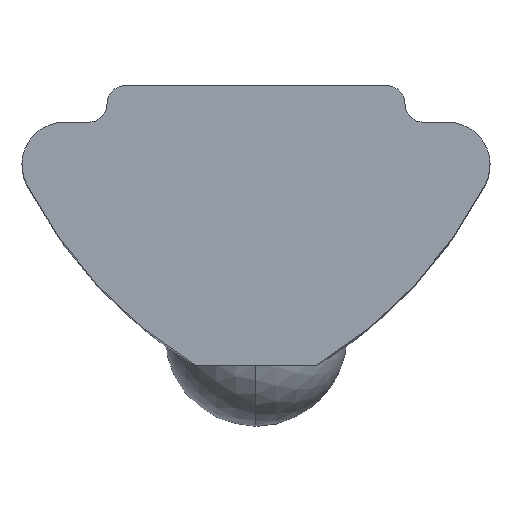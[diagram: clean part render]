
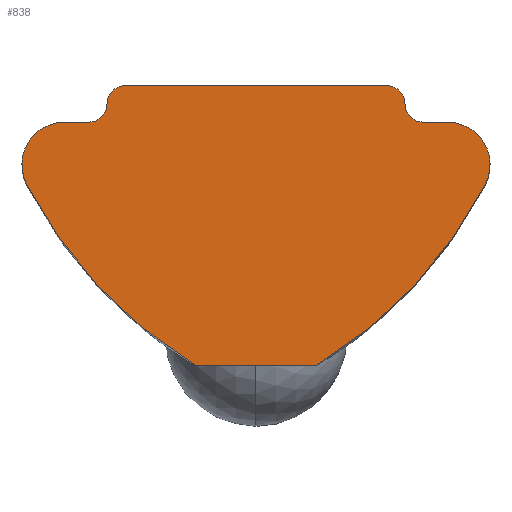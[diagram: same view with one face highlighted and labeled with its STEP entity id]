
A CAD part, top view. The second image highlights one B-rep face of the part: STEP entity #838.
In plain terms, the highlighted planar face has unit normal (0, 0, 1).
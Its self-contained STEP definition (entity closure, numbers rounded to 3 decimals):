
#8 = EDGE_CURVE ( 'NONE', #840, #798, #599, .T. ) ;
#19 = ORIENTED_EDGE ( 'NONE', *, *, #437, .F. ) ;
#21 = DIRECTION ( 'NONE',  ( 0., 0., -1. ) ) ;
#25 = DIRECTION ( 'NONE',  ( 0., 1., 0. ) ) ;
#26 = EDGE_LOOP ( 'NONE', ( #130, #315, #19, #364, #58, #860, #606, #590, #234, #201, #678, #242 ) ) ;
#39 = CARTESIAN_POINT ( 'NONE',  ( -2.15, 0.3, 6. ) ) ;
#49 = VERTEX_POINT ( 'NONE', #268 ) ;
#52 = DIRECTION ( 'NONE',  ( 0., 0., -1. ) ) ;
#56 = VECTOR ( 'NONE', #384, 1000. ) ;
#58 = ORIENTED_EDGE ( 'NONE', *, *, #691, .T. ) ;
#95 = CARTESIAN_POINT ( 'NONE',  ( -2.75, 0.3, 6. ) ) ;
#104 = DIRECTION ( 'NONE',  ( 0., -1., 0. ) ) ;
#107 = EDGE_CURVE ( 'NONE', #581, #688, #499, .T. ) ;
#108 = CIRCLE ( 'NONE', #562, 7.5 ) ;
#113 = CARTESIAN_POINT ( 'NONE',  ( -3.15, 0., 6. ) ) ;
#118 = AXIS2_PLACEMENT_3D ( 'NONE', #473, #52, #482 ) ;
#130 = ORIENTED_EDGE ( 'NONE', *, *, #8, .F. ) ;
#168 = CARTESIAN_POINT ( 'NONE',  ( -2.45, 0., 6. ) ) ;
#175 = DIRECTION ( 'NONE',  ( -1., 0., 0. ) ) ;
#181 = AXIS2_PLACEMENT_3D ( 'NONE', #546, #478, #829 ) ;
#184 = VERTEX_POINT ( 'NONE', #237 ) ;
#201 = ORIENTED_EDGE ( 'NONE', *, *, #324, .F. ) ;
#213 = CIRCLE ( 'NONE', #719, 7.5 ) ;
#223 = EDGE_CURVE ( 'NONE', #553, #323, #649, .T. ) ;
#234 = ORIENTED_EDGE ( 'NONE', *, *, #297, .F. ) ;
#237 = CARTESIAN_POINT ( 'NONE',  ( -2.75, 0., 6. ) ) ;
#240 = DIRECTION ( 'NONE',  ( 1., 0., 0. ) ) ;
#242 = ORIENTED_EDGE ( 'NONE', *, *, #464, .T. ) ;
#249 = CARTESIAN_POINT ( 'NONE',  ( -3.773, -1.02, 6. ) ) ;
#268 = CARTESIAN_POINT ( 'NONE',  ( 3.773, -1.02, 6. ) ) ;
#276 = CARTESIAN_POINT ( 'NONE',  ( 3.15, -0.7, 6. ) ) ;
#286 = AXIS2_PLACEMENT_3D ( 'NONE', #739, #373, #25 ) ;
#297 = EDGE_CURVE ( 'NONE', #49, #323, #213, .T. ) ;
#310 = CARTESIAN_POINT ( 'NONE',  ( 3.15, 0., 6. ) ) ;
#311 = DIRECTION ( 'NONE',  ( 0., 1., 0. ) ) ;
#315 = ORIENTED_EDGE ( 'NONE', *, *, #638, .F. ) ;
#316 = AXIS2_PLACEMENT_3D ( 'NONE', #95, #383, #104 ) ;
#319 = VERTEX_POINT ( 'NONE', #465 ) ;
#320 = CARTESIAN_POINT ( 'NONE',  ( 3.15, 0.6, 6. ) ) ;
#322 = DIRECTION ( 'NONE',  ( 0., -1., 0. ) ) ;
#323 = VERTEX_POINT ( 'NONE', #516 ) ;
#324 = EDGE_CURVE ( 'NONE', #581, #49, #433, .T. ) ;
#328 = VECTOR ( 'NONE', #240, 1000. ) ;
#352 = DIRECTION ( 'NONE',  ( -1., 0., 0. ) ) ;
#364 = ORIENTED_EDGE ( 'NONE', *, *, #705, .T. ) ;
#373 = DIRECTION ( 'NONE',  ( 0., 0., -1. ) ) ;
#377 = AXIS2_PLACEMENT_3D ( 'NONE', #39, #742, #812 ) ;
#383 = DIRECTION ( 'NONE',  ( 0., 0., -1. ) ) ;
#384 = DIRECTION ( 'NONE',  ( 1., 0., 0. ) ) ;
#395 = CARTESIAN_POINT ( 'NONE',  ( 2.75, 0.3, 6. ) ) ;
#396 = EDGE_CURVE ( 'NONE', #723, #452, #793, .T. ) ;
#433 = CIRCLE ( 'NONE', #286, 0.7 ) ;
#434 = CIRCLE ( 'NONE', #316, 0.3 ) ;
#437 = EDGE_CURVE ( 'NONE', #319, #572, #543, .T. ) ;
#446 = CARTESIAN_POINT ( 'NONE',  ( -2.899, 2.407, 6. ) ) ;
#448 = DIRECTION ( 'NONE',  ( 0., 1., 0. ) ) ;
#452 = VERTEX_POINT ( 'NONE', #113 ) ;
#453 = DIRECTION ( 'NONE',  ( 0., 0., -1. ) ) ;
#464 = EDGE_CURVE ( 'NONE', #688, #798, #764, .T. ) ;
#465 = CARTESIAN_POINT ( 'NONE',  ( -2.45, 0.3, 6. ) ) ;
#473 = CARTESIAN_POINT ( 'NONE',  ( 2.15, 0.3, 6. ) ) ;
#478 = DIRECTION ( 'NONE',  ( 0., 0., -1. ) ) ;
#482 = DIRECTION ( 'NONE',  ( 0., 1., 0. ) ) ;
#499 = LINE ( 'NONE', #643, #615 ) ;
#503 = CARTESIAN_POINT ( 'NONE',  ( -1., -4., 6. ) ) ;
#514 = CARTESIAN_POINT ( 'NONE',  ( 2.75, 0., 6. ) ) ;
#516 = CARTESIAN_POINT ( 'NONE',  ( 1., -4., 6. ) ) ;
#543 = CIRCLE ( 'NONE', #377, 0.3 ) ;
#546 = CARTESIAN_POINT ( 'NONE',  ( -3.15, -0.7, 6. ) ) ;
#553 = VERTEX_POINT ( 'NONE', #503 ) ;
#556 = DIRECTION ( 'NONE',  ( 0., 0., -1. ) ) ;
#562 = AXIS2_PLACEMENT_3D ( 'NONE', #868, #453, #448 ) ;
#565 = CARTESIAN_POINT ( 'NONE',  ( 2.45, 0.3, 6. ) ) ;
#569 = CARTESIAN_POINT ( 'NONE',  ( 2.15, 0.6, 6. ) ) ;
#572 = VERTEX_POINT ( 'NONE', #786 ) ;
#581 = VERTEX_POINT ( 'NONE', #310 ) ;
#583 = LINE ( 'NONE', #320, #328 ) ;
#590 = ORIENTED_EDGE ( 'NONE', *, *, #223, .T. ) ;
#599 = CIRCLE ( 'NONE', #118, 0.3 ) ;
#606 = ORIENTED_EDGE ( 'NONE', *, *, #696, .F. ) ;
#615 = VECTOR ( 'NONE', #352, 1000. ) ;
#618 = VECTOR ( 'NONE', #175, 1000. ) ;
#630 = FACE_OUTER_BOUND ( 'NONE', #26, .T. ) ;
#633 = AXIS2_PLACEMENT_3D ( 'NONE', #276, #556, #769 ) ;
#638 = EDGE_CURVE ( 'NONE', #572, #840, #583, .T. ) ;
#643 = CARTESIAN_POINT ( 'NONE',  ( 2.45, 0., 6. ) ) ;
#649 = LINE ( 'NONE', #807, #56 ) ;
#678 = ORIENTED_EDGE ( 'NONE', *, *, #107, .T. ) ;
#688 = VERTEX_POINT ( 'NONE', #514 ) ;
#691 = EDGE_CURVE ( 'NONE', #184, #452, #792, .T. ) ;
#696 = EDGE_CURVE ( 'NONE', #553, #723, #108, .T. ) ;
#705 = EDGE_CURVE ( 'NONE', #319, #184, #434, .T. ) ;
#719 = AXIS2_PLACEMENT_3D ( 'NONE', #446, #21, #311 ) ;
#723 = VERTEX_POINT ( 'NONE', #249 ) ;
#739 = CARTESIAN_POINT ( 'NONE',  ( 3.15, -0.7, 6. ) ) ;
#742 = DIRECTION ( 'NONE',  ( 0., 0., -1. ) ) ;
#764 = CIRCLE ( 'NONE', #874, 0.3 ) ;
#769 = DIRECTION ( 'NONE',  ( 0., 1., 0. ) ) ;
#786 = CARTESIAN_POINT ( 'NONE',  ( -2.15, 0.6, 6. ) ) ;
#792 = LINE ( 'NONE', #168, #618 ) ;
#793 = CIRCLE ( 'NONE', #181, 0.7 ) ;
#798 = VERTEX_POINT ( 'NONE', #565 ) ;
#807 = CARTESIAN_POINT ( 'NONE',  ( 1., -4., 6. ) ) ;
#812 = DIRECTION ( 'NONE',  ( 0., 1., 0. ) ) ;
#829 = DIRECTION ( 'NONE',  ( 0., 1., 0. ) ) ;
#838 = ADVANCED_FACE ( 'NONE', ( #630 ), #895, .F. ) ;
#840 = VERTEX_POINT ( 'NONE', #569 ) ;
#860 = ORIENTED_EDGE ( 'NONE', *, *, #396, .F. ) ;
#868 = CARTESIAN_POINT ( 'NONE',  ( 2.899, 2.407, 6. ) ) ;
#874 = AXIS2_PLACEMENT_3D ( 'NONE', #395, #879, #322 ) ;
#879 = DIRECTION ( 'NONE',  ( 0., 0., -1. ) ) ;
#895 = PLANE ( 'NONE',  #633 ) ;
